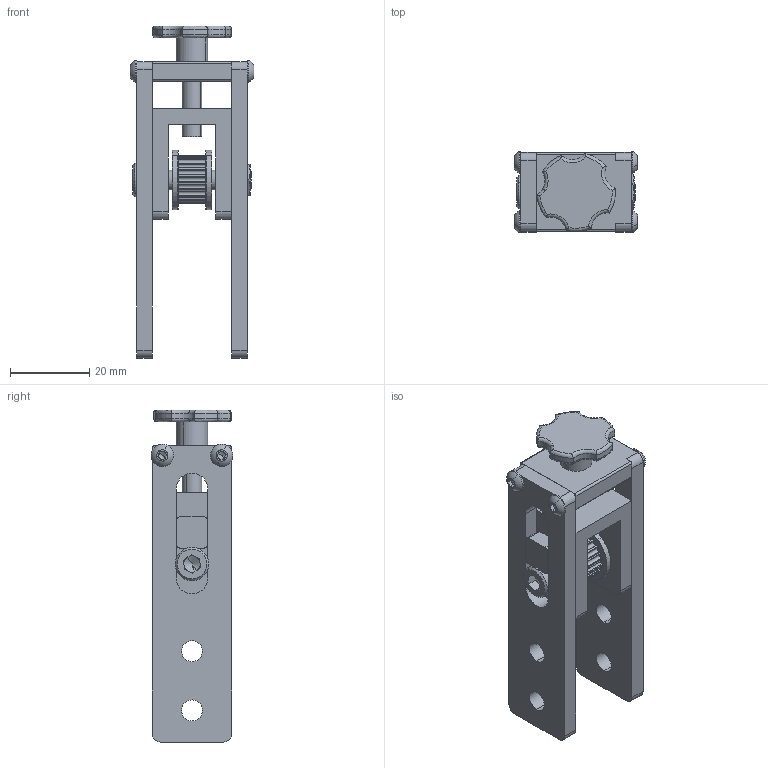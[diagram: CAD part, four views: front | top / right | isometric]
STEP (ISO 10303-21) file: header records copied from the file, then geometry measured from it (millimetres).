
FILE_DESCRIPTION (( 'STEP AP214' ), '1' );
FILE_NAME ('part cang.STEP', '2025-04-26T14:00:28', ( '' ), ( '' ), 'SwSTEP 2.0', 'SolidWorks 2024', '' );
FILE_SCHEMA (( 'AUTOMOTIVE_DESIGN' ));
Length unit declared in the file: millimetre
Products named in the file (1): part căng
Bounding box: 31.3 x 20.69 x 84 mm (x, y, z)
Volume: 40122 mm3; surface area: 30576.4 mm2
Topology: 15 solids, 15 shells, 767 faces, 1913 edges, 1189 vertices
Faces by surface type: cylinder 331, plane 262, cone 84, torus 82, sphere 8
Entity records: 24789 total; most frequent: CARTESIAN_POINT 5865, DIRECTION 4191, ORIENTED_EDGE 3806, EDGE_CURVE 1903, AXIS2_PLACEMENT_3D 1738, VERTEX_POINT 1189, CIRCLE 970, EDGE_LOOP 868
